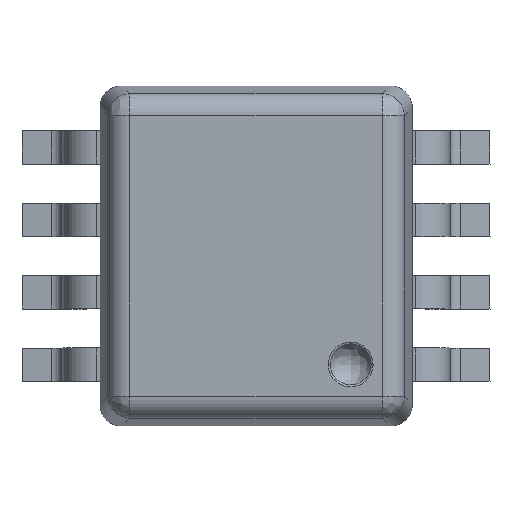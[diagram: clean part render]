
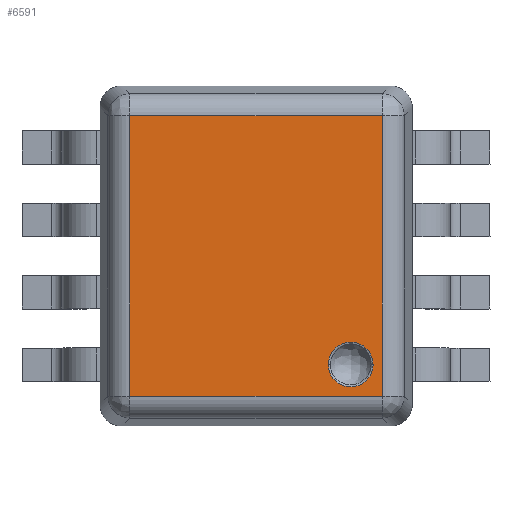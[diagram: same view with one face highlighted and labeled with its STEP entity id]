
A CAD part, top view. The second image highlights one B-rep face of the part: STEP entity #6591.
In plain terms, the highlighted planar face has unit normal (0, 0, 1).
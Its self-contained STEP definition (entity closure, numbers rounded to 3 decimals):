
#4 = LINE ( 'NONE', #3123, #3547 ) ;
#429 = CARTESIAN_POINT ( 'NONE',  ( 3.02, 0.194, 1.3 ) ) ;
#560 = DIRECTION ( 'NONE',  ( -1., 0., 0. ) ) ;
#766 = CARTESIAN_POINT ( 'NONE',  ( 3.234, 2.234, 1.3 ) ) ;
#894 = CARTESIAN_POINT ( 'NONE',  ( 3.151, 0.035, 1.3 ) ) ;
#918 = ORIENTED_EDGE ( 'NONE', *, *, #5896, .F. ) ;
#922 = CARTESIAN_POINT ( 'NONE',  ( 3.151, 0., 1.3 ) ) ;
#1013 = CARTESIAN_POINT ( 'NONE',  ( 2.79, 0.134, 1.3 ) ) ;
#1255 = VERTEX_POINT ( 'NONE', #6327 ) ;
#1276 = EDGE_CURVE ( 'NONE', #5575, #1255, #7295, .T. ) ;
#1309 = FACE_OUTER_BOUND ( 'NONE', #5819, .T. ) ;
#1547 = DIRECTION ( 'NONE',  ( 0., -1., 0. ) ) ;
#1556 = CARTESIAN_POINT ( 'NONE',  ( 2.749, 0., 1.3 ) ) ;
#1639 = CARTESIAN_POINT ( 'NONE',  ( 2.749, 0.035, 1.3 ) ) ;
#1658 = VERTEX_POINT ( 'NONE', #6238 ) ;
#1735 = DIRECTION ( 'NONE',  ( 0., 1., 0. ) ) ;
#1937 = LINE ( 'NONE', #4839, #3271 ) ;
#2243 = ORIENTED_EDGE ( 'NONE', *, *, #6278, .F. ) ;
#2264 = CARTESIAN_POINT ( 'NONE',  ( 2.985, 0.201, 1.3 ) ) ;
#2390 = B_SPLINE_CURVE_WITH_KNOTS ( 'NONE', 9,
 ( #1556, #7566, #6940, #3361, #4605, #3339, #2778, #5249, #5156, #922 ),
 .UNSPECIFIED., .F., .F.,
 ( 10, 10 ),
 ( 0.5, 1. ),
 .UNSPECIFIED. ) ;
#2578 = DIRECTION ( 'NONE',  ( -1., 0., 0. ) ) ;
#2778 = CARTESIAN_POINT ( 'NONE',  ( 3.068, -0.198, 1.3 ) ) ;
#2794 = VERTEX_POINT ( 'NONE', #5560 ) ;
#2795 = CARTESIAN_POINT ( 'NONE',  ( 2.77, 0.104, 1.3 ) ) ;
#2803 = ORIENTED_EDGE ( 'NONE', *, *, #4997, .F. ) ;
#2838 = CARTESIAN_POINT ( 'NONE',  ( 2.816, 0.16, 1.3 ) ) ;
#2863 = CARTESIAN_POINT ( 'NONE',  ( 2.756, 0.07, 1.3 ) ) ;
#2884 = CARTESIAN_POINT ( 'NONE',  ( 3.11, 0.134, 1.3 ) ) ;
#2998 = LINE ( 'NONE', #5105, #3860 ) ;
#3123 = CARTESIAN_POINT ( 'NONE',  ( 0.8, -0.284, 1.3 ) ) ;
#3145 = EDGE_CURVE ( 'NONE', #3834, #2794, #3207, .T. ) ;
#3207 = LINE ( 'NONE', #6877, #6707 ) ;
#3271 = VECTOR ( 'NONE', #1735, 1000. ) ;
#3291 = DIRECTION ( 'NONE',  ( 1., 0., 0. ) ) ;
#3339 = CARTESIAN_POINT ( 'NONE',  ( 2.992, -0.231, 1.3 ) ) ;
#3361 = CARTESIAN_POINT ( 'NONE',  ( 2.831, -0.198, 1.3 ) ) ;
#3448 = CARTESIAN_POINT ( 'NONE',  ( 0.966, 2.234, 1.3 ) ) ;
#3455 = CARTESIAN_POINT ( 'NONE',  ( 3.144, 0.07, 1.3 ) ) ;
#3497 = FACE_BOUND ( 'NONE', #6184, .T. ) ;
#3547 = VECTOR ( 'NONE', #2578, 1000. ) ;
#3614 = PLANE ( 'NONE',  #5844 ) ;
#3777 = EDGE_CURVE ( 'NONE', #2794, #1658, #4, .T. ) ;
#3834 = VERTEX_POINT ( 'NONE', #766 ) ;
#3860 = VECTOR ( 'NONE', #3291, 1000. ) ;
#4159 = ORIENTED_EDGE ( 'NONE', *, *, #3777, .F. ) ;
#4605 = CARTESIAN_POINT ( 'NONE',  ( 2.908, -0.231, 1.3 ) ) ;
#4622 = CARTESIAN_POINT ( 'NONE',  ( 2.915, 0.201, 1.3 ) ) ;
#4674 = CARTESIAN_POINT ( 'NONE',  ( 2.847, 0.18, 1.3 ) ) ;
#4692 = CARTESIAN_POINT ( 'NONE',  ( 3.13, 0.104, 1.3 ) ) ;
#4834 = ORIENTED_EDGE ( 'NONE', *, *, #3145, .F. ) ;
#4839 = CARTESIAN_POINT ( 'NONE',  ( 0.966, 2.4, 1.3 ) ) ;
#4997 = EDGE_CURVE ( 'NONE', #7124, #3834, #2998, .T. ) ;
#5105 = CARTESIAN_POINT ( 'NONE',  ( 3.4, 2.234, 1.3 ) ) ;
#5156 = CARTESIAN_POINT ( 'NONE',  ( 3.151, -0.07, 1.3 ) ) ;
#5240 = CARTESIAN_POINT ( 'NONE',  ( 3.054, 0.18, 1.3 ) ) ;
#5249 = CARTESIAN_POINT ( 'NONE',  ( 3.123, -0.14, 1.3 ) ) ;
#5254 = CARTESIAN_POINT ( 'NONE',  ( 3.151, 0., 1.3 ) ) ;
#5384 = DIRECTION ( 'NONE',  ( 0., 0., -1. ) ) ;
#5560 = CARTESIAN_POINT ( 'NONE',  ( 3.234, -0.284, 1.3 ) ) ;
#5575 = VERTEX_POINT ( 'NONE', #5254 ) ;
#5819 = EDGE_LOOP ( 'NONE', ( #4834, #2803, #918, #4159 ) ) ;
#5844 = AXIS2_PLACEMENT_3D ( 'NONE', #6012, #5384, #560 ) ;
#5896 = EDGE_CURVE ( 'NONE', #1658, #7124, #1937, .T. ) ;
#6012 = CARTESIAN_POINT ( 'NONE',  ( 0.7, 2.5, 1.3 ) ) ;
#6184 = EDGE_LOOP ( 'NONE', ( #7084, #2243 ) ) ;
#6238 = CARTESIAN_POINT ( 'NONE',  ( 0.966, -0.284, 1.3 ) ) ;
#6278 = EDGE_CURVE ( 'NONE', #1255, #5575, #2390, .T. ) ;
#6327 = CARTESIAN_POINT ( 'NONE',  ( 2.749, 0., 1.3 ) ) ;
#6591 = ADVANCED_FACE ( 'NONE', ( #1309, #3497 ), #3614, .F. ) ;
#6707 = VECTOR ( 'NONE', #1547, 1000. ) ;
#6877 = CARTESIAN_POINT ( 'NONE',  ( 3.234, -0.45, 1.3 ) ) ;
#6940 = CARTESIAN_POINT ( 'NONE',  ( 2.776, -0.14, 1.3 ) ) ;
#7083 = CARTESIAN_POINT ( 'NONE',  ( 2.88, 0.194, 1.3 ) ) ;
#7084 = ORIENTED_EDGE ( 'NONE', *, *, #1276, .F. ) ;
#7108 = CARTESIAN_POINT ( 'NONE',  ( 3.084, 0.16, 1.3 ) ) ;
#7124 = VERTEX_POINT ( 'NONE', #3448 ) ;
#7295 = B_SPLINE_CURVE_WITH_KNOTS ( 'NONE', 9,
 ( #7453, #894, #3455, #4692, #2884, #7108, #5240, #429, #2264, #4622, #7083, #4674, #2838, #1013, #2795, #2863, #1639, #7559 ),
 .UNSPECIFIED., .F., .F.,
 ( 10, 8, 10 ),
 ( 0., 0.251, 0.5 ),
 .UNSPECIFIED. ) ;
#7453 = CARTESIAN_POINT ( 'NONE',  ( 3.151, 0., 1.3 ) ) ;
#7559 = CARTESIAN_POINT ( 'NONE',  ( 2.749, 0., 1.3 ) ) ;
#7566 = CARTESIAN_POINT ( 'NONE',  ( 2.749, -0.07, 1.3 ) ) ;
